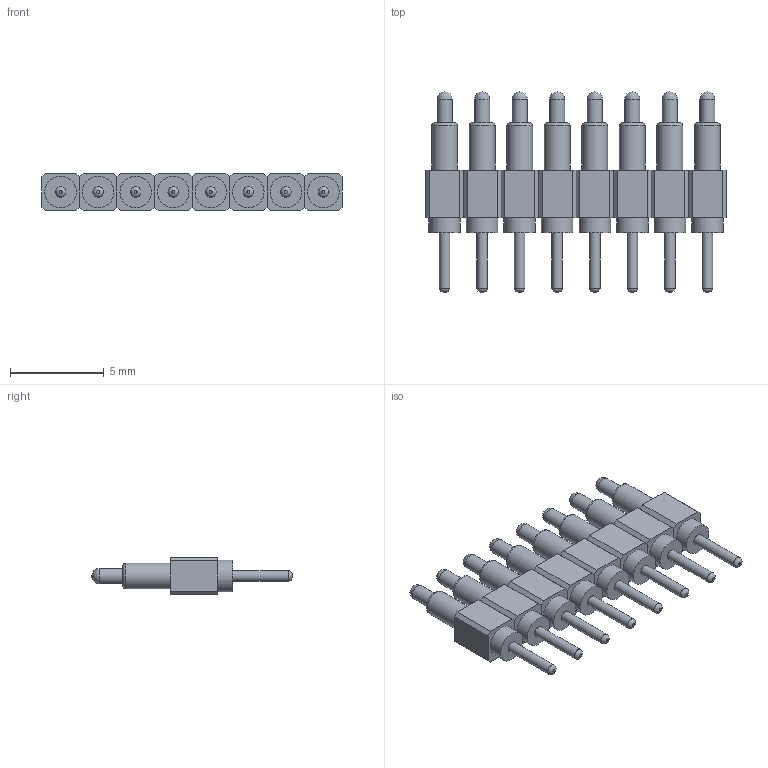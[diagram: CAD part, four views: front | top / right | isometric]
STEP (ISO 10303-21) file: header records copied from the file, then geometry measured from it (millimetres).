
FILE_DESCRIPTION(/* description */ (''),/* implementation_level */ '2;1');
FILE_NAME(/* name */ 'Pogo_Conn_01x08 v1.step',/* time_stamp */ '2020-09-01T04:36:09-04:00',/* author */ (''),/* organization */ (''),/* preprocessor_version */ 'ST-DEVELOPER v18.1',/* originating_system */ 'Autodesk Translation Framework v9.3.0.1241',/* authorisation */ '');
FILE_SCHEMA (('AUTOMOTIVE_DESIGN { 1 0 10303 214 3 1 1 }'));
Length unit declared in the file: millimetre
Products named in the file (1): Pogo_Conn_01x08
Bounding box: 16 x 10.68 x 2 mm (x, y, z)
Volume: 135.6 mm3; surface area: 406.4 mm2
Topology: 8 solids, 8 shells, 168 faces, 360 edges, 240 vertices
Faces by surface type: plane 112, cylinder 32, bspline 16, torus 8
Full cylindrical faces by diameter (mm): 0.56 x8, 0.81 x8, 1.37 x8, 1.68 x8
Entity records: 5124 total; most frequent: CARTESIAN_POINT 1185, DIRECTION 802, ORIENTED_EDGE 720, EDGE_CURVE 360, AXIS2_PLACEMENT_3D 289, VERTEX_POINT 240, LINE 224, VECTOR 224
